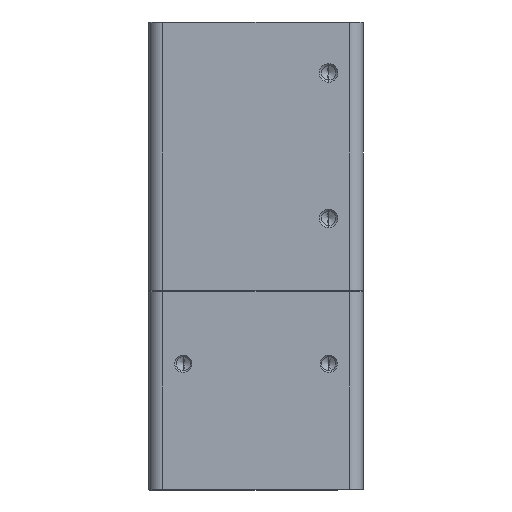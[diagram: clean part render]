
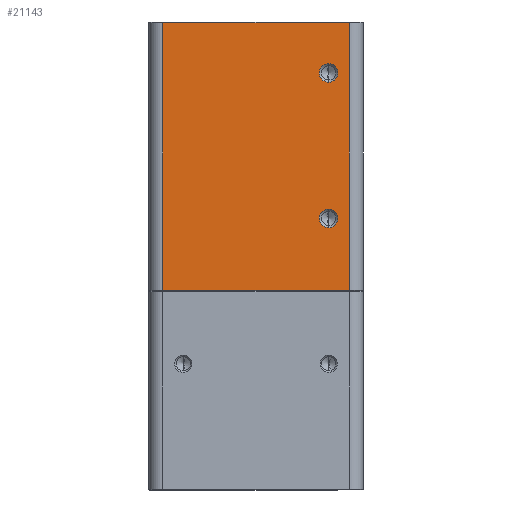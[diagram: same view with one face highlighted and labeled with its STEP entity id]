
A CAD part, front view. The second image highlights one B-rep face of the part: STEP entity #21143.
In plain terms, the highlighted planar face has unit normal (0, -1, 0).
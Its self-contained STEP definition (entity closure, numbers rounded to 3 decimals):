
#370 = CARTESIAN_POINT ( 'NONE',  ( -37.5, -37.5, 1.8 ) ) ;
#1102 = DIRECTION ( 'NONE',  ( 0., 0., -1. ) ) ;
#1539 = VECTOR ( 'NONE', #31013, 1000. ) ;
#1915 = DIRECTION ( 'NONE',  ( 0., -1., 0. ) ) ;
#2314 = VERTEX_POINT ( 'NONE', #30790 ) ;
#2992 = ORIENTED_EDGE ( 'NONE', *, *, #16390, .F. ) ;
#3009 = CIRCLE ( 'NONE', #25609, 3.25 ) ;
#3415 = ORIENTED_EDGE ( 'NONE', *, *, #9826, .F. ) ;
#3615 = CIRCLE ( 'NONE', #24725, 3.25 ) ;
#4125 = EDGE_LOOP ( 'NONE', ( #2992, #3415 ) ) ;
#4221 = VERTEX_POINT ( 'NONE', #25885 ) ;
#4314 = CARTESIAN_POINT ( 'NONE',  ( -32.5, -37.5, 1.8 ) ) ;
#4407 = VECTOR ( 'NONE', #17929, 1000. ) ;
#4668 = DIRECTION ( 'NONE',  ( 0., 0., -1. ) ) ;
#4808 = ORIENTED_EDGE ( 'NONE', *, *, #8763, .T. ) ;
#5362 = CARTESIAN_POINT ( 'NONE',  ( 25.4, -37.5, -12.55 ) ) ;
#6286 = CARTESIAN_POINT ( 'NONE',  ( 25.4, -37.5, -15.8 ) ) ;
#6497 = ORIENTED_EDGE ( 'NONE', *, *, #28589, .F. ) ;
#6584 = AXIS2_PLACEMENT_3D ( 'NONE', #6286, #23201, #1102 ) ;
#6669 = ORIENTED_EDGE ( 'NONE', *, *, #22597, .F. ) ;
#7594 = ORIENTED_EDGE ( 'NONE', *, *, #25257, .T. ) ;
#8260 = FACE_OUTER_BOUND ( 'NONE', #21429, .T. ) ;
#8563 = PLANE ( 'NONE',  #20950 ) ;
#8763 = EDGE_CURVE ( 'NONE', #16957, #19227, #14278, .T. ) ;
#8931 = CARTESIAN_POINT ( 'NONE',  ( -32.5, -37.5, -89. ) ) ;
#9496 = CARTESIAN_POINT ( 'NONE',  ( 25.4, -37.5, -15.8 ) ) ;
#9826 = EDGE_CURVE ( 'NONE', #10830, #13429, #17104, .T. ) ;
#9945 = DIRECTION ( 'NONE',  ( 0., -1., 0. ) ) ;
#10035 = DIRECTION ( 'NONE',  ( -1., 0., 0. ) ) ;
#10625 = LINE ( 'NONE', #25750, #10812 ) ;
#10812 = VECTOR ( 'NONE', #11234, 1000. ) ;
#10830 = VERTEX_POINT ( 'NONE', #5362 ) ;
#11234 = DIRECTION ( 'NONE',  ( 0., 0., 1. ) ) ;
#11655 = CARTESIAN_POINT ( 'NONE',  ( 25.4, -37.5, -66.6 ) ) ;
#12347 = CARTESIAN_POINT ( 'NONE',  ( -37.5, -37.5, -89. ) ) ;
#12821 = ORIENTED_EDGE ( 'NONE', *, *, #15221, .T. ) ;
#12953 = VERTEX_POINT ( 'NONE', #16590 ) ;
#13091 = LINE ( 'NONE', #29849, #4407 ) ;
#13429 = VERTEX_POINT ( 'NONE', #13978 ) ;
#13776 = DIRECTION ( 'NONE',  ( 0., -1., 0. ) ) ;
#13978 = CARTESIAN_POINT ( 'NONE',  ( 25.4, -37.5, -19.05 ) ) ;
#14109 = CARTESIAN_POINT ( 'NONE',  ( 25.4, -37.5, -63.35 ) ) ;
#14278 = LINE ( 'NONE', #8931, #1539 ) ;
#14567 = ORIENTED_EDGE ( 'NONE', *, *, #30681, .T. ) ;
#15221 = EDGE_CURVE ( 'NONE', #19227, #12953, #13091, .T. ) ;
#16390 = EDGE_CURVE ( 'NONE', #13429, #10830, #18871, .T. ) ;
#16590 = CARTESIAN_POINT ( 'NONE',  ( 32.5, -37.5, -91.8 ) ) ;
#16957 = VERTEX_POINT ( 'NONE', #4314 ) ;
#17104 = CIRCLE ( 'NONE', #6584, 3.25 ) ;
#17929 = DIRECTION ( 'NONE',  ( 1., 0., 0. ) ) ;
#18103 = DIRECTION ( 'NONE',  ( 0., -1., 0. ) ) ;
#18871 = CIRCLE ( 'NONE', #23000, 3.25 ) ;
#19227 = VERTEX_POINT ( 'NONE', #20885 ) ;
#19897 = LINE ( 'NONE', #370, #22297 ) ;
#20100 = FACE_BOUND ( 'NONE', #4125, .T. ) ;
#20885 = CARTESIAN_POINT ( 'NONE',  ( -32.5, -37.5, -91.8 ) ) ;
#20950 = AXIS2_PLACEMENT_3D ( 'NONE', #12347, #18103, #28857 ) ;
#21143 = ADVANCED_FACE ( 'NONE', ( #24909, #20100, #8260 ), #8563, .T. ) ;
#21429 = EDGE_LOOP ( 'NONE', ( #14567, #7594, #4808, #12821 ) ) ;
#21504 = DIRECTION ( 'NONE',  ( 0., 0., -1. ) ) ;
#22297 = VECTOR ( 'NONE', #10035, 1000. ) ;
#22597 = EDGE_CURVE ( 'NONE', #30056, #4221, #3009, .T. ) ;
#23000 = AXIS2_PLACEMENT_3D ( 'NONE', #9496, #1915, #4668 ) ;
#23201 = DIRECTION ( 'NONE',  ( 0., -1., 0. ) ) ;
#24608 = DIRECTION ( 'NONE',  ( 0., 0., -1. ) ) ;
#24725 = AXIS2_PLACEMENT_3D ( 'NONE', #31707, #9945, #24608 ) ;
#24909 = FACE_BOUND ( 'NONE', #26882, .T. ) ;
#25257 = EDGE_CURVE ( 'NONE', #2314, #16957, #19897, .T. ) ;
#25609 = AXIS2_PLACEMENT_3D ( 'NONE', #11655, #13776, #21504 ) ;
#25750 = CARTESIAN_POINT ( 'NONE',  ( 32.5, -37.5, -89. ) ) ;
#25885 = CARTESIAN_POINT ( 'NONE',  ( 25.4, -37.5, -69.85 ) ) ;
#26882 = EDGE_LOOP ( 'NONE', ( #6497, #6669 ) ) ;
#28589 = EDGE_CURVE ( 'NONE', #4221, #30056, #3615, .T. ) ;
#28857 = DIRECTION ( 'NONE',  ( 0., 0., -1. ) ) ;
#29849 = CARTESIAN_POINT ( 'NONE',  ( -37.5, -37.5, -91.8 ) ) ;
#30056 = VERTEX_POINT ( 'NONE', #14109 ) ;
#30681 = EDGE_CURVE ( 'NONE', #12953, #2314, #10625, .T. ) ;
#30790 = CARTESIAN_POINT ( 'NONE',  ( 32.5, -37.5, 1.8 ) ) ;
#31013 = DIRECTION ( 'NONE',  ( 0., 0., -1. ) ) ;
#31707 = CARTESIAN_POINT ( 'NONE',  ( 25.4, -37.5, -66.6 ) ) ;
